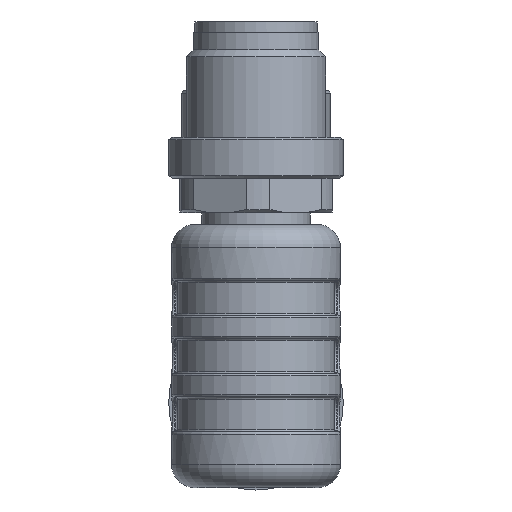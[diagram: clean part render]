
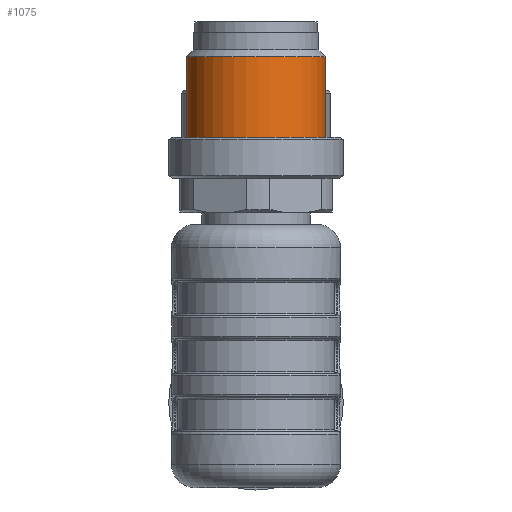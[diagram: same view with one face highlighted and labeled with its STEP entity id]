
A CAD part, left-side view. The second image highlights one B-rep face of the part: STEP entity #1075.
In plain terms, the highlighted cylindrical face has radius 6 mm (diameter 12 mm), a full revolution.
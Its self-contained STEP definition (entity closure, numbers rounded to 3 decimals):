
#281=CYLINDRICAL_SURFACE('',#6563,6.);
#1075=ADVANCED_FACE('',(#1357,#1358),#281,.T.);
#1357=FACE_BOUND('',#1792,.T.);
#1358=FACE_BOUND('',#1793,.T.);
#1792=EDGE_LOOP('',(#3389));
#1793=EDGE_LOOP('',(#3390));
#3389=ORIENTED_EDGE('',*,*,#4878,.F.);
#3390=ORIENTED_EDGE('',*,*,#4877,.T.);
#4067=VERTEX_POINT('',#11491);
#4068=VERTEX_POINT('',#11494);
#4877=EDGE_CURVE('',#4067,#4067,#5883,.T.);
#4878=EDGE_CURVE('',#4068,#4068,#5884,.T.);
#5883=CIRCLE('',#6560,6.);
#5884=CIRCLE('',#6562,6.);
#6560=AXIS2_PLACEMENT_3D('',#11490,#8181,#8182);
#6562=AXIS2_PLACEMENT_3D('',#11493,#8185,#8186);
#6563=AXIS2_PLACEMENT_3D('',#11495,#8187,#8188);
#8181=DIRECTION('',(0.,0.,1.));
#8182=DIRECTION('',(-0.029,1.,0.));
#8185=DIRECTION('',(0.,0.,1.));
#8186=DIRECTION('',(-0.029,1.,0.));
#8187=DIRECTION('',(0.,0.,1.));
#8188=DIRECTION('',(-0.029,1.,0.));
#11490=CARTESIAN_POINT('',(60.,60.,21.1));
#11491=CARTESIAN_POINT('',(59.826,65.997,21.1));
#11493=CARTESIAN_POINT('',(60.,60.,28.));
#11494=CARTESIAN_POINT('',(59.826,65.997,28.));
#11495=CARTESIAN_POINT('',(60.,60.,30.1));
